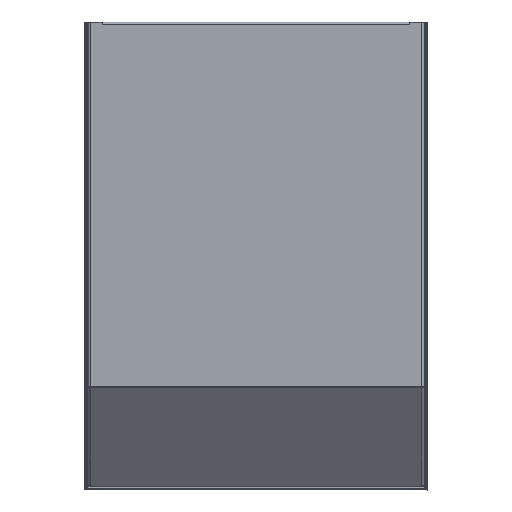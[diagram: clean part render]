
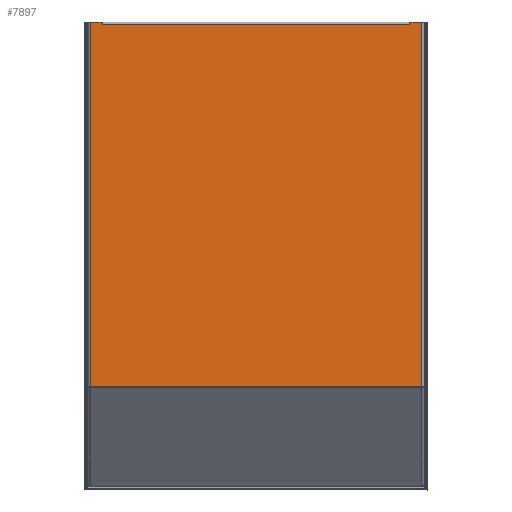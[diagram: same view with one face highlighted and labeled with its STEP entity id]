
A CAD part, front view. The second image highlights one B-rep face of the part: STEP entity #7897.
In plain terms, the highlighted planar face has unit normal (0, -1, 0).
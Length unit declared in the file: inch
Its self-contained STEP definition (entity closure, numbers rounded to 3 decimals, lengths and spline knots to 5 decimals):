
#10 = CARTESIAN_POINT ( 'NONE',  ( -5.07874, -3.34646, -0.07874 ) ) ;
#286 = LINE ( 'NONE', #1878, #9339 ) ;
#342 = DIRECTION ( 'NONE',  ( 0., 0., 1. ) ) ;
#403 = ORIENTED_EDGE ( 'NONE', *, *, #6145, .T. ) ;
#465 = CARTESIAN_POINT ( 'NONE',  ( 5.54331, -3.34646, -12.04418 ) ) ;
#516 = EDGE_CURVE ( 'NONE', #531, #3285, #286, .T. ) ;
#531 = VERTEX_POINT ( 'NONE', #7342 ) ;
#849 = LINE ( 'NONE', #7146, #9143 ) ;
#1170 = CARTESIAN_POINT ( 'NONE',  ( -5.08074, -3.34646, 0. ) ) ;
#1254 = VERTEX_POINT ( 'NONE', #4231 ) ;
#1417 = LINE ( 'NONE', #9240, #2971 ) ;
#1459 = EDGE_CURVE ( 'NONE', #5566, #7834, #6030, .T. ) ;
#1478 = CARTESIAN_POINT ( 'NONE',  ( 5.47244, -3.34646, 0. ) ) ;
#1537 = ORIENTED_EDGE ( 'NONE', *, *, #3613, .T. ) ;
#1669 = VECTOR ( 'NONE', #4333, 39.37008 ) ;
#1673 = ORIENTED_EDGE ( 'NONE', *, *, #516, .T. ) ;
#1703 = CARTESIAN_POINT ( 'NONE',  ( -5.07874, -3.34646, 0. ) ) ;
#1723 = VECTOR ( 'NONE', #8169, 39.37008 ) ;
#1768 = DIRECTION ( 'NONE',  ( -1., 0., 0. ) ) ;
#1871 = CARTESIAN_POINT ( 'NONE',  ( 5.08074, -3.34646, 0. ) ) ;
#1878 = CARTESIAN_POINT ( 'NONE',  ( 5.07874, -3.34646, 0. ) ) ;
#2069 = VERTEX_POINT ( 'NONE', #2697 ) ;
#2191 = AXIS2_PLACEMENT_3D ( 'NONE', #5707, #4311, #342 ) ;
#2208 = VERTEX_POINT ( 'NONE', #8549 ) ;
#2313 = ORIENTED_EDGE ( 'NONE', *, *, #5573, .T. ) ;
#2529 = CARTESIAN_POINT ( 'NONE',  ( -5.47244, -3.34646, -12.06997 ) ) ;
#2593 = DIRECTION ( 'NONE',  ( -1., 0., 0. ) ) ;
#2697 = CARTESIAN_POINT ( 'NONE',  ( 5.08074, -3.34646, 0. ) ) ;
#2757 = PLANE ( 'NONE',  #2191 ) ;
#2911 = VERTEX_POINT ( 'NONE', #5961 ) ;
#2971 = VECTOR ( 'NONE', #2593, 39.37008 ) ;
#3039 = VERTEX_POINT ( 'NONE', #9344 ) ;
#3080 = CARTESIAN_POINT ( 'NONE',  ( -5.07874, -3.34646, -0.07087 ) ) ;
#3093 = ORIENTED_EDGE ( 'NONE', *, *, #8357, .T. ) ;
#3285 = VERTEX_POINT ( 'NONE', #3624 ) ;
#3613 = EDGE_CURVE ( 'NONE', #6486, #5566, #6086, .T. ) ;
#3624 = CARTESIAN_POINT ( 'NONE',  ( 5.07874, -3.34646, -0.07087 ) ) ;
#3650 = VERTEX_POINT ( 'NONE', #3080 ) ;
#3744 = CARTESIAN_POINT ( 'NONE',  ( -5.08074, -3.34646, -0.07874 ) ) ;
#3929 = DIRECTION ( 'NONE',  ( 0., 0., -1. ) ) ;
#4122 = EDGE_CURVE ( 'NONE', #2069, #2911, #9693, .T. ) ;
#4152 = EDGE_CURVE ( 'NONE', #2911, #531, #7233, .T. ) ;
#4231 = CARTESIAN_POINT ( 'NONE',  ( -5.47244, -3.34646, -12.04418 ) ) ;
#4311 = DIRECTION ( 'NONE',  ( 0., 1., 0. ) ) ;
#4333 = DIRECTION ( 'NONE',  ( 1., 0., 0. ) ) ;
#4629 = VECTOR ( 'NONE', #4971, 39.37008 ) ;
#4655 = LINE ( 'NONE', #2529, #5535 ) ;
#4971 = DIRECTION ( 'NONE',  ( 0., 0., -1. ) ) ;
#5127 = VECTOR ( 'NONE', #1768, 39.37008 ) ;
#5535 = VECTOR ( 'NONE', #3929, 39.37008 ) ;
#5566 = VERTEX_POINT ( 'NONE', #3744 ) ;
#5573 = EDGE_CURVE ( 'NONE', #7834, #3039, #1417, .T. ) ;
#5613 = CARTESIAN_POINT ( 'NONE',  ( -5.07874, -3.34646, -0.07874 ) ) ;
#5634 = VECTOR ( 'NONE', #9572, 39.37008 ) ;
#5707 = CARTESIAN_POINT ( 'NONE',  ( 5.54331, -3.34646, 0. ) ) ;
#5961 = CARTESIAN_POINT ( 'NONE',  ( 5.08074, -3.34646, -0.07874 ) ) ;
#6030 = LINE ( 'NONE', #1170, #6067 ) ;
#6067 = VECTOR ( 'NONE', #9157, 39.37008 ) ;
#6084 = ORIENTED_EDGE ( 'NONE', *, *, #9391, .T. ) ;
#6086 = LINE ( 'NONE', #10, #9939 ) ;
#6145 = EDGE_CURVE ( 'NONE', #3650, #6486, #7884, .T. ) ;
#6152 = ORIENTED_EDGE ( 'NONE', *, *, #9151, .T. ) ;
#6174 = ORIENTED_EDGE ( 'NONE', *, *, #6257, .T. ) ;
#6257 = EDGE_CURVE ( 'NONE', #1254, #2208, #9673, .T. ) ;
#6462 = ORIENTED_EDGE ( 'NONE', *, *, #4152, .T. ) ;
#6486 = VERTEX_POINT ( 'NONE', #5613 ) ;
#6515 = LINE ( 'NONE', #9026, #8799 ) ;
#6585 = CARTESIAN_POINT ( 'NONE',  ( 5.54331, -3.34646, 0. ) ) ;
#7146 = CARTESIAN_POINT ( 'NONE',  ( 5.47244, -3.34646, 0. ) ) ;
#7233 = LINE ( 'NONE', #8054, #5127 ) ;
#7342 = CARTESIAN_POINT ( 'NONE',  ( 5.07874, -3.34646, -0.07874 ) ) ;
#7710 = VERTEX_POINT ( 'NONE', #1478 ) ;
#7834 = VERTEX_POINT ( 'NONE', #7863 ) ;
#7863 = CARTESIAN_POINT ( 'NONE',  ( -5.08074, -3.34646, 0. ) ) ;
#7884 = LINE ( 'NONE', #1703, #5634 ) ;
#7897 = ADVANCED_FACE ( 'NONE', ( #9806 ), #2757, .F. ) ;
#7931 = LINE ( 'NONE', #6585, #1723 ) ;
#8054 = CARTESIAN_POINT ( 'NONE',  ( 5.07874, -3.34646, -0.07874 ) ) ;
#8169 = DIRECTION ( 'NONE',  ( -1., 0., 0. ) ) ;
#8357 = EDGE_CURVE ( 'NONE', #7710, #2069, #7931, .T. ) ;
#8549 = CARTESIAN_POINT ( 'NONE',  ( 5.47244, -3.34646, -12.04418 ) ) ;
#8588 = DIRECTION ( 'NONE',  ( -1., 0., 0. ) ) ;
#8640 = ORIENTED_EDGE ( 'NONE', *, *, #9896, .T. ) ;
#8698 = ORIENTED_EDGE ( 'NONE', *, *, #4122, .T. ) ;
#8799 = VECTOR ( 'NONE', #9639, 39.37008 ) ;
#8879 = DIRECTION ( 'NONE',  ( 0., 0., 1. ) ) ;
#9026 = CARTESIAN_POINT ( 'NONE',  ( 5.54331, -3.34646, -0.07087 ) ) ;
#9143 = VECTOR ( 'NONE', #9503, 39.37008 ) ;
#9151 = EDGE_CURVE ( 'NONE', #3285, #3650, #6515, .T. ) ;
#9157 = DIRECTION ( 'NONE',  ( 0., 0., 1. ) ) ;
#9240 = CARTESIAN_POINT ( 'NONE',  ( 5.54331, -3.34646, 0. ) ) ;
#9304 = ORIENTED_EDGE ( 'NONE', *, *, #1459, .T. ) ;
#9339 = VECTOR ( 'NONE', #8879, 39.37008 ) ;
#9344 = CARTESIAN_POINT ( 'NONE',  ( -5.47244, -3.34646, 0. ) ) ;
#9391 = EDGE_CURVE ( 'NONE', #3039, #1254, #4655, .T. ) ;
#9465 = EDGE_LOOP ( 'NONE', ( #1673, #6152, #403, #1537, #9304, #2313, #6084, #6174, #8640, #3093, #8698, #6462 ) ) ;
#9503 = DIRECTION ( 'NONE',  ( 0., 0., 1. ) ) ;
#9572 = DIRECTION ( 'NONE',  ( 0., 0., -1. ) ) ;
#9639 = DIRECTION ( 'NONE',  ( -1., 0., 0. ) ) ;
#9673 = LINE ( 'NONE', #465, #1669 ) ;
#9693 = LINE ( 'NONE', #1871, #4629 ) ;
#9806 = FACE_OUTER_BOUND ( 'NONE', #9465, .T. ) ;
#9896 = EDGE_CURVE ( 'NONE', #2208, #7710, #849, .T. ) ;
#9939 = VECTOR ( 'NONE', #8588, 39.37008 ) ;
